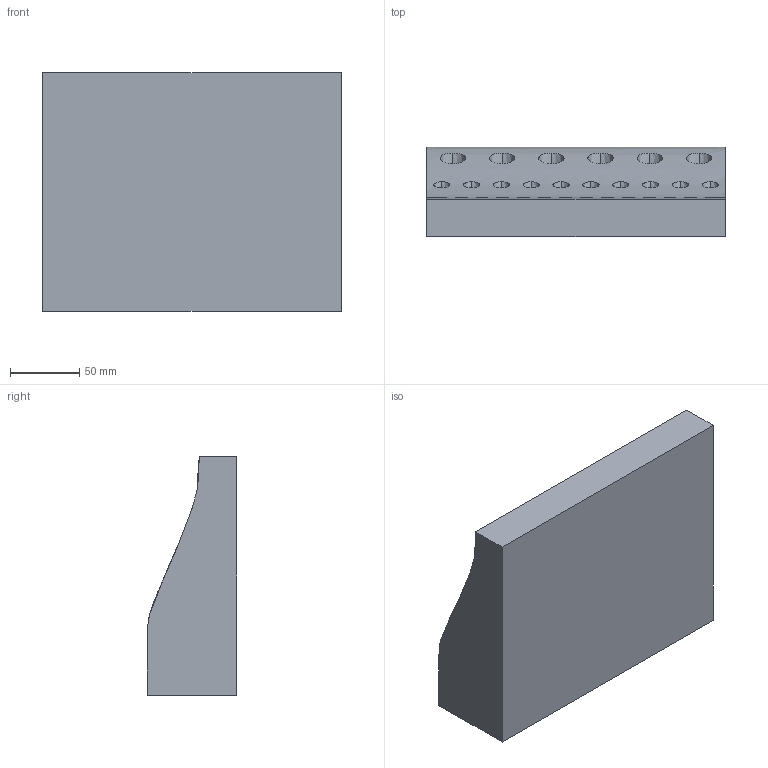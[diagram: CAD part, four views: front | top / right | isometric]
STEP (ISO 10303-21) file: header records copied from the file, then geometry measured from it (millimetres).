
FILE_DESCRIPTION(('FreeCAD Model'),'2;1');
FILE_NAME('Open CASCADE Shape Model','2025-04-29T03:15:15',('FreeCAD'),( 'FreeCAD'),'Open CASCADE STEP processor 7.6','FreeCAD','Unknown');
FILE_SCHEMA(('AUTOMOTIVE_DESIGN { 1 0 10303 214 1 1 1 1 }'));
Length unit declared in the file: millimetre
Products named in the file (1): Open CASCADE STEP translator 7.6 1
Bounding box: 215.72 x 64.58 x 172.58 mm (x, y, z)
Volume: 1544948.3 mm3; surface area: 165803.9 mm2
Topology: 1 solids, 1 shells, 109 faces, 219 edges, 146 vertices
Faces by surface type: bspline 109
Entity records: 5372 total; most frequent: CARTESIAN_POINT 3973, ORIENTED_EDGE 438, EDGE_CURVE 219, VERTEX_POINT 146, FACE_BOUND 143, EDGE_LOOP 143, B_SPLINE_CURVE_WITH_KNOTS 143, ADVANCED_FACE 109
